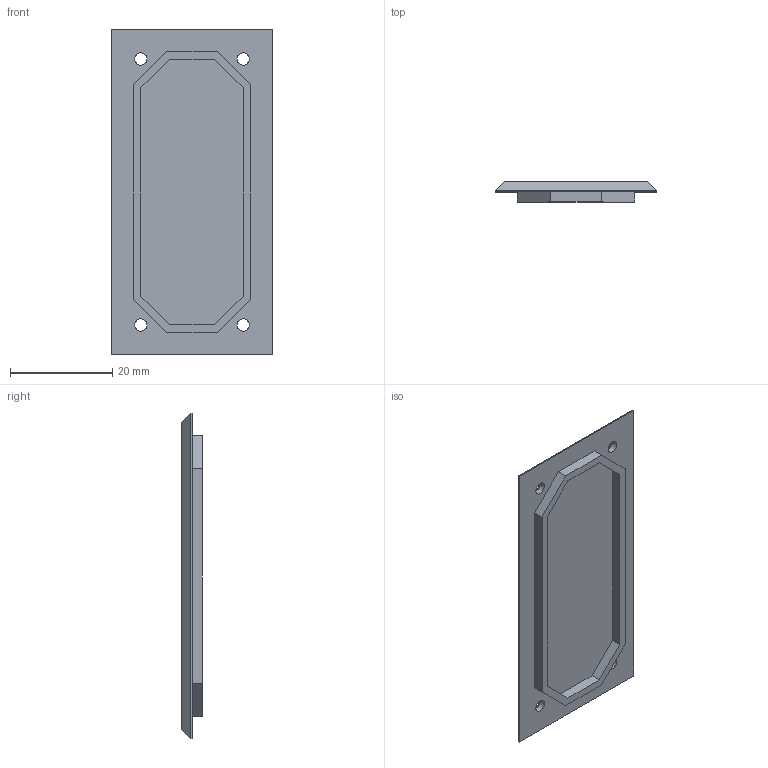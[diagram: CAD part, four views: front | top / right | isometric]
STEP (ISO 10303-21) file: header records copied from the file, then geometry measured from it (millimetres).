
FILE_DESCRIPTION(/* description */ (''),/* implementation_level */ '2;1');
FILE_NAME(/* name */ 'RectPanel_64_32_4mm.step',/* time_stamp */ '2025-09-13T08:22:44-07:00',/* author */ (''),/* organization */ (''),/* preprocessor_version */ 'ST-DEVELOPER v20.1',/* originating_system */ 'Autodesk Translation Framework v14.17.0.0',/* authorisation */ '');
FILE_SCHEMA (('AUTOMOTIVE_DESIGN { 1 0 10303 214 3 1 1 }'));
Length unit declared in the file: millimetre
Products named in the file (3): RectPanel_64_32_4mm; Logo_4mm; Side_64_32_4mm
Assembly tree (2 placements, depth 2):
  RectPanel_64_32_4mm
    Logo_4mm
    Side_64_32_4mm
Bounding box: 31.6 x 4 x 63.6 mm (x, y, z)
Volume: 4075.7 mm3; surface area: 4760.4 mm2
Topology: 1 solids, 1 shells, 84 faces, 214 edges, 140 vertices
Faces by surface type: bspline 42, plane 34, cone 4, cylinder 4
Full cylindrical faces by diameter (mm): 2.4 x4
Entity records: 2719 total; most frequent: CARTESIAN_POINT 989, ORIENTED_EDGE 428, DIRECTION 236, EDGE_CURVE 214, VERTEX_POINT 140, LINE 118, VECTOR 118, EDGE_LOOP 100
